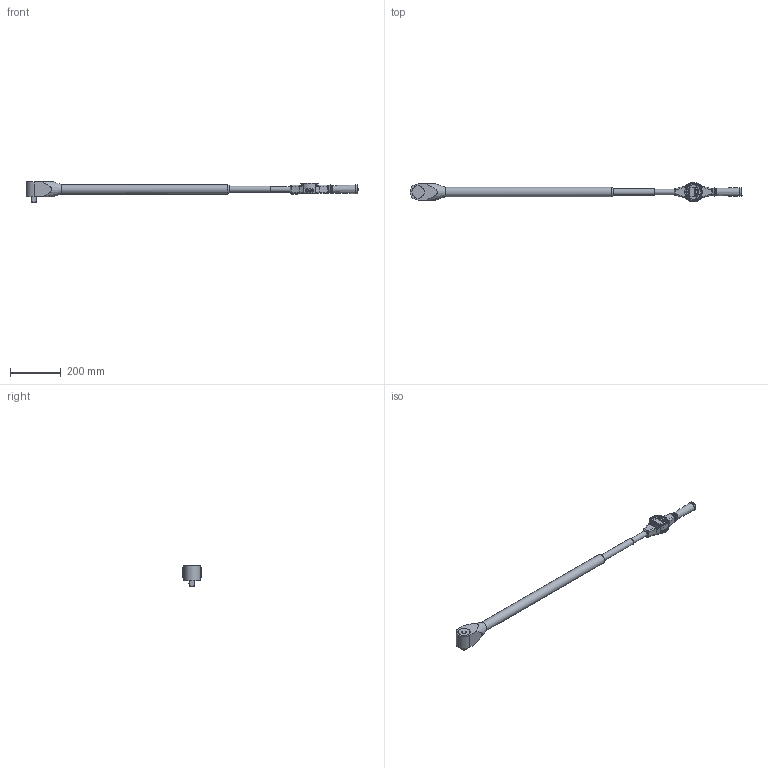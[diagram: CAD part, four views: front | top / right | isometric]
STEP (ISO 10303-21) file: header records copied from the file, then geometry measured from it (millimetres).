
FILE_DESCRIPTION((''),'2;1');
FILE_NAME('TAT560 6000 in-lb.stp','2011-03-11T14:17:25',('thomasl'),(''),'Autodesk Inventor 2011','Autodesk Inventor 2011','');
FILE_SCHEMA(('AUTOMOTIVE_DESIGN { 1 0 10303 214 1 1 1 1 }'));
Length unit declared in the file: inch
Products named in the file (2): FI1007-A (SubstituteLevelofDetail1); FI1007-A_Substitute_1
Assembly tree (1 placements, depth 2):
  FI1007-A (SubstituteLevelofDetail1)
    FI1007-A_Substitute_1
Bounding box: 1308.23 x 74.93 x 79.81 mm (x, y, z)
Volume: 1384231.7 mm3; surface area: 290825.6 mm2
Topology: 1 solids, 23 shells, 738 faces, 1773 edges, 1119 vertices
Faces by surface type: plane 354, cylinder 243, cone 85, torus 32, bspline 14, sphere 10
Full cylindrical faces by diameter (mm): 1.093 x2, 1.27 x10, 1.948 x2, 1.981 x1, 2.138 x6, 2.385 x8, 2.845 x4, 3.048 x2, 3.175 x2, 3.652 x3, 4.953 x2, 6.35 x8, 6.756 x2, 6.858 x1, 8.001 x2, 9.525 x1, 10.16 x2, 11.1 x2, 11.506 x1, 12.7 x3, 14.935 x1, 15.875 x2, 15.951 x1, 17.678 x1, 19.05 x1, 21.844 x1, 21.895 x1, 21.971 x1, 22.25 x1, 25.121 x2
Entity records: 21839 total; most frequent: CARTESIAN_POINT 4691, DIRECTION 3570, ORIENTED_EDGE 3066, EDGE_CURVE 1533, AXIS2_PLACEMENT_3D 1432, VERTEX_POINT 1039, EDGE_LOOP 969, STYLED_ITEM 735
